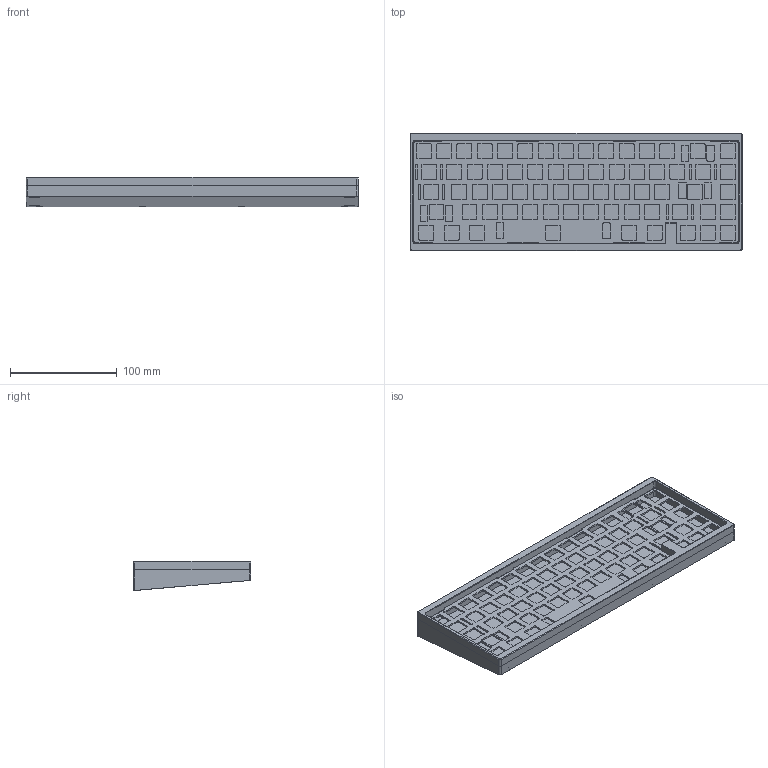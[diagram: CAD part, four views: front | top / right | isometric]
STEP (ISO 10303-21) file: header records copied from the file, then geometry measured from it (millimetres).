
FILE_DESCRIPTION(/* description */ (''),/* implementation_level */ '2;1');
FILE_NAME(/* name */ 'Generic65-NoTopBlocker.step',/* time_stamp */ '2020-11-16T12:40:52-07:00',/* author */ (''),/* organization */ (''),/* preprocessor_version */ 'ST-DEVELOPER v18.1',/* originating_system */ 'Autodesk Translation Framework v9.3.0.1241',/* authorisation */ '');
FILE_SCHEMA (('AUTOMOTIVE_DESIGN { 1 0 10303 214 3 1 1 }'));
Length unit declared in the file: millimetre
Products named in the file (5): g65 v1; Generic65; Bottom; Top no Blocker; Plate
Assembly tree (4 placements, depth 3):
  g65 v1
    Generic65
      Bottom
      Top no Blocker
      Plate
Bounding box: 311.75 x 110.2 x 27.45 mm (x, y, z)
Volume: 281933.1 mm3; surface area: 155707.3 mm2
Topology: 3 solids, 3 shells, 955 faces, 2778 edges, 1841 vertices
Faces by surface type: plane 469, cylinder 466, cone 20
Full cylindrical faces by diameter (mm): 3 x8, 3.2 x8, 6 x8, 8.5 x4
Entity records: 32244 total; most frequent: DIRECTION 5640, CARTESIAN_POINT 5581, ORIENTED_EDGE 5540, EDGE_CURVE 2770, AXIS2_PLACEMENT_3D 1908, VERTEX_POINT 1841, LINE 1824, VECTOR 1824
